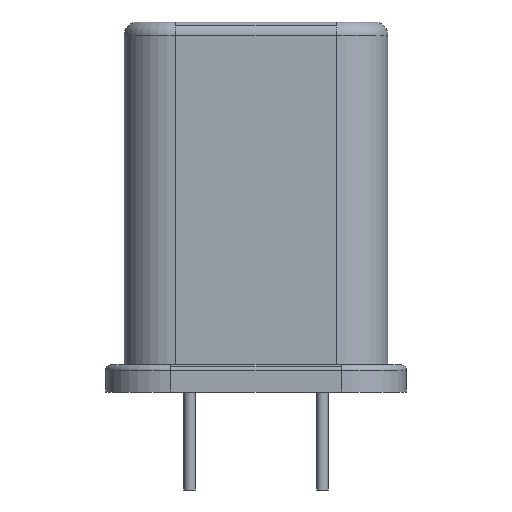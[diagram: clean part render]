
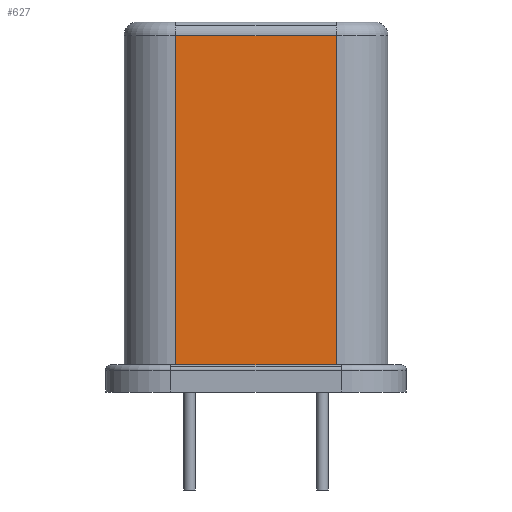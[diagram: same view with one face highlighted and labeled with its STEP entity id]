
A CAD part, front view. The second image highlights one B-rep face of the part: STEP entity #627.
In plain terms, the highlighted planar face has unit normal (0, -1, 0).
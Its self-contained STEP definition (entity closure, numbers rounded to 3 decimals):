
#267=CARTESIAN_POINT('',(-2.95,-1.9,1.0));
#268=VERTEX_POINT('',#267);
#276=CARTESIAN_POINT('',(-2.95,-1.9,13.1));
#277=VERTEX_POINT('',#276);
#278=CARTESIAN_POINT('',(-2.95,-1.9,1.0));
#279=DIRECTION('',(0.0,0.0,1.0));
#280=VECTOR('',#279,12.1);
#281=LINE('',#278,#280);
#282=EDGE_CURVE('',#268,#277,#281,.T.);
#507=CARTESIAN_POINT('',(2.95,-1.9,13.1));
#508=VERTEX_POINT('',#507);
#509=CARTESIAN_POINT('',(-2.95,-1.9,13.1));
#510=DIRECTION('',(1.0,0.0,0.0));
#511=VECTOR('',#510,5.9);
#512=LINE('',#509,#511);
#513=EDGE_CURVE('',#277,#508,#512,.T.);
#593=CARTESIAN_POINT('',(2.95,-1.9,1.0));
#594=VERTEX_POINT('',#593);
#595=CARTESIAN_POINT('',(2.95,-1.9,1.0));
#596=DIRECTION('',(0.0,0.0,1.0));
#597=VECTOR('',#596,12.1);
#598=LINE('',#595,#597);
#599=EDGE_CURVE('',#594,#508,#598,.T.);
#611=CARTESIAN_POINT('',(2.95,-1.9,1.0));
#612=DIRECTION('',(0.0,-1.0,0.0));
#613=DIRECTION('',(0.0,0.0,-1.0));
#614=AXIS2_PLACEMENT_3D('',#611,#612,#613);
#615=PLANE('',#614);
#616=ORIENTED_EDGE('',*,*,#513,.F.);
#617=ORIENTED_EDGE('',*,*,#282,.F.);
#618=CARTESIAN_POINT('',(-2.95,-1.9,1.0));
#619=DIRECTION('',(1.0,0.0,0.0));
#620=VECTOR('',#619,5.9);
#621=LINE('',#618,#620);
#622=EDGE_CURVE('',#268,#594,#621,.T.);
#623=ORIENTED_EDGE('',*,*,#622,.T.);
#624=ORIENTED_EDGE('',*,*,#599,.T.);
#625=EDGE_LOOP('',(#616,#617,#623,#624));
#626=FACE_OUTER_BOUND('',#625,.T.);
#627=ADVANCED_FACE('',(#626),#615,.T.);
